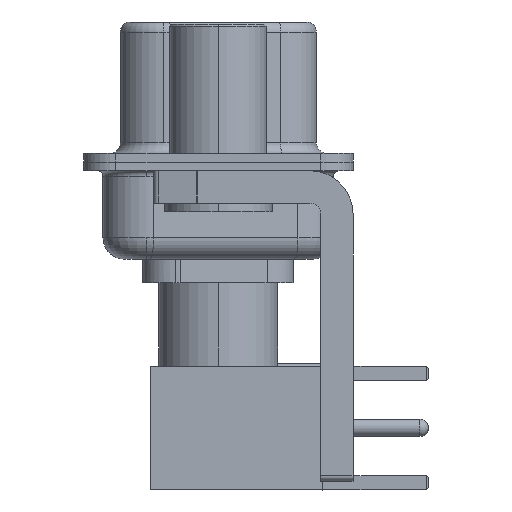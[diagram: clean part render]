
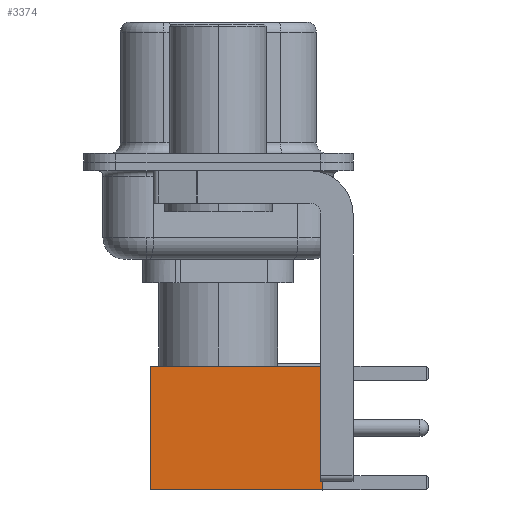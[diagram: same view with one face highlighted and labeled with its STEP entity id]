
A CAD part, left-side view. The second image highlights one B-rep face of the part: STEP entity #3374.
In plain terms, the highlighted face is planar.
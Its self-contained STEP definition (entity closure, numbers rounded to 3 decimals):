
#555 = VERTEX_POINT ( 'NONE', #21912 ) ;
#1627 = CARTESIAN_POINT ( 'NONE',  ( 2.875, 2.875, 8. ) ) ;
#2117 = VERTEX_POINT ( 'NONE', #8975 ) ;
#2626 = EDGE_CURVE ( 'NONE', #20063, #555, #16710, .T. ) ;
#2867 = VECTOR ( 'NONE', #21477, 1000. ) ;
#3374 = ADVANCED_FACE ( 'NONE', ( #16130 ), #13327, .T. ) ;
#4649 = CARTESIAN_POINT ( 'NONE',  ( 2.875, 2.875, 0. ) ) ;
#4819 = VERTEX_POINT ( 'NONE', #13988 ) ;
#5174 = LINE ( 'NONE', #14051, #12100 ) ;
#5582 = AXIS2_PLACEMENT_3D ( 'NONE', #29928, #29631, #8668 ) ;
#5830 = EDGE_CURVE ( 'NONE', #20063, #2117, #25951, .T. ) ;
#6081 = VECTOR ( 'NONE', #28421, 1000. ) ;
#7069 = ORIENTED_EDGE ( 'NONE', *, *, #23512, .T. ) ;
#7200 = DIRECTION ( 'NONE',  ( 0., 0., -1. ) ) ;
#8305 = EDGE_CURVE ( 'NONE', #555, #4819, #5174, .T. ) ;
#8668 = DIRECTION ( 'NONE',  ( 0., 0., 1. ) ) ;
#8975 = CARTESIAN_POINT ( 'NONE',  ( 2.875, 2.875, 0. ) ) ;
#12100 = VECTOR ( 'NONE', #7200, 1000. ) ;
#13327 = PLANE ( 'NONE',  #5582 ) ;
#13988 = CARTESIAN_POINT ( 'NONE',  ( -2.875, 2.875, 0. ) ) ;
#14051 = CARTESIAN_POINT ( 'NONE',  ( -2.875, 2.875, 0. ) ) ;
#16130 = FACE_OUTER_BOUND ( 'NONE', #26604, .T. ) ;
#16710 = LINE ( 'NONE', #25553, #19160 ) ;
#16900 = ORIENTED_EDGE ( 'NONE', *, *, #2626, .F. ) ;
#19160 = VECTOR ( 'NONE', #30201, 1000. ) ;
#20063 = VERTEX_POINT ( 'NONE', #1627 ) ;
#21477 = DIRECTION ( 'NONE',  ( -1., 0., 0. ) ) ;
#21912 = CARTESIAN_POINT ( 'NONE',  ( -2.875, 2.875, 8. ) ) ;
#23512 = EDGE_CURVE ( 'NONE', #2117, #4819, #23951, .T. ) ;
#23799 = CARTESIAN_POINT ( 'NONE',  ( 0., 2.875, 0. ) ) ;
#23951 = LINE ( 'NONE', #23799, #2867 ) ;
#25553 = CARTESIAN_POINT ( 'NONE',  ( 0., 2.875, 8. ) ) ;
#25718 = ORIENTED_EDGE ( 'NONE', *, *, #8305, .F. ) ;
#25951 = LINE ( 'NONE', #4649, #6081 ) ;
#26604 = EDGE_LOOP ( 'NONE', ( #29032, #7069, #25718, #16900 ) ) ;
#28421 = DIRECTION ( 'NONE',  ( 0., 0., -1. ) ) ;
#29032 = ORIENTED_EDGE ( 'NONE', *, *, #5830, .T. ) ;
#29631 = DIRECTION ( 'NONE',  ( 0., 1., 0. ) ) ;
#29928 = CARTESIAN_POINT ( 'NONE',  ( 2.875, 2.875, 0. ) ) ;
#30201 = DIRECTION ( 'NONE',  ( -1., 0., 0. ) ) ;
